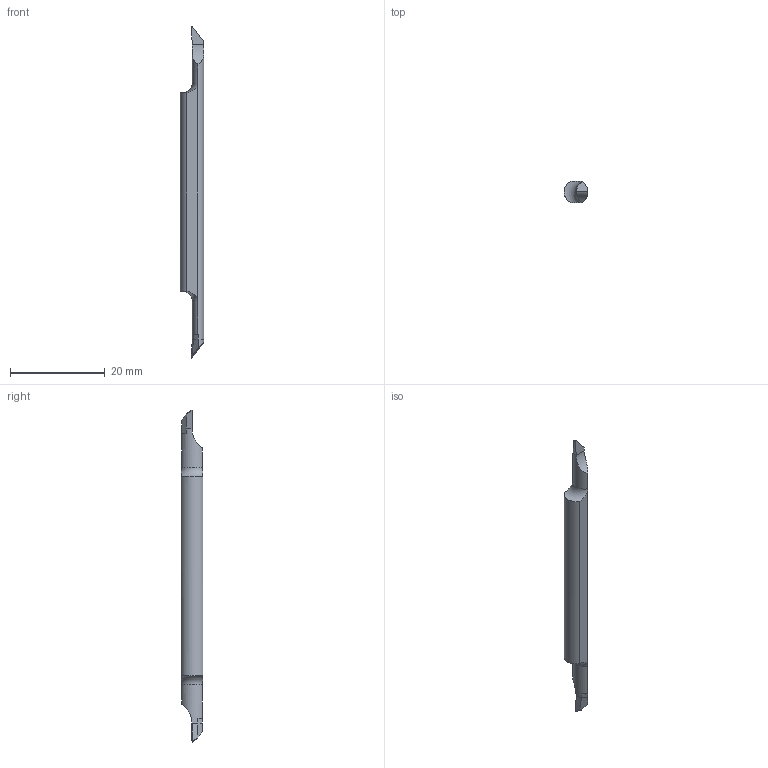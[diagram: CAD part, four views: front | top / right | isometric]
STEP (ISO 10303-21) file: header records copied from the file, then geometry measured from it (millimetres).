
FILE_DESCRIPTION(/* description */ (''),/* implementation_level */ '2;1');
FILE_NAME(/* name */ 'CR05RS-01B.stp',/* time_stamp */ '2023-08-02T11:53:49+09:00',/* author */ (''),/* organization */ (''),/* preprocessor_version */ 'ST-DEVELOPER v16',/* originating_system */ 'SIEMENS PLM Software NX 10.0',/* authorisation */ '');
FILE_SCHEMA (('AUTOMOTIVE_DESIGN { 1 0 10303 214 3 1 1 1 }'));
Length unit declared in the file: millimetre
Products named in the file (1): CR05RS-01B_ASM
Bounding box: 5 x 4.5 x 70 mm (x, y, z)
Volume: 947.9 mm3; surface area: 921.2 mm2
Topology: 2 solids, 2 shells, 28 faces, 84 edges, 68 vertices
Faces by surface type: plane 16, cylinder 8, bspline 2, torus 2
Entity records: 1316 total; most frequent: CARTESIAN_POINT 498, ORIENTED_EDGE 154, DIRECTION 139, EDGE_CURVE 77, VERTEX_POINT 53, AXIS2_PLACEMENT_3D 48, LINE 43, VECTOR 43
